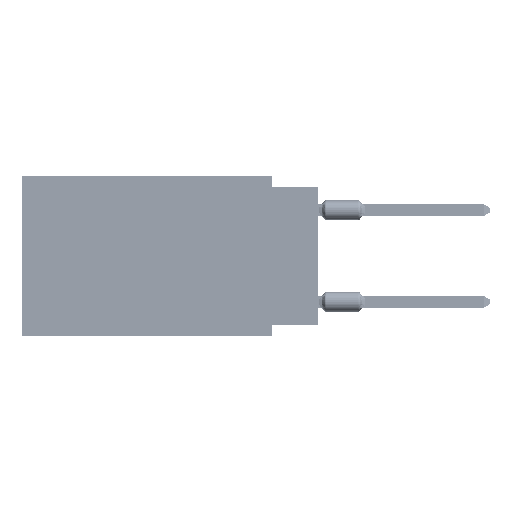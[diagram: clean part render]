
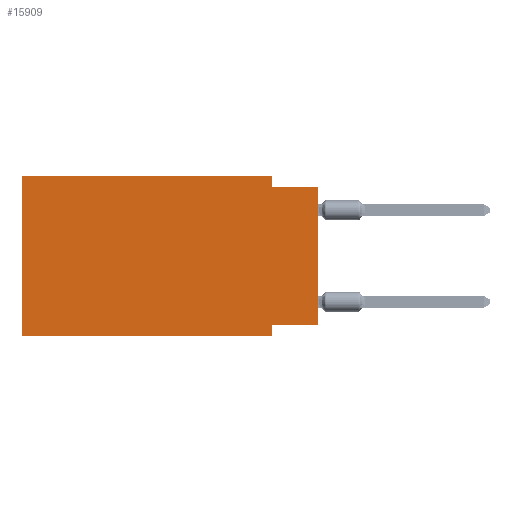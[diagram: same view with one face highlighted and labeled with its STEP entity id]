
A CAD part, left-side view. The second image highlights one B-rep face of the part: STEP entity #15909.
In plain terms, the highlighted planar face has unit normal (-1, 0, 0).
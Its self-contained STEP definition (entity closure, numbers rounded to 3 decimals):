
#496 = CARTESIAN_POINT ( 'NONE',  ( 0., 2.54, -8.89 ) ) ;
#1622 = ORIENTED_EDGE ( 'NONE', *, *, #9558, .T. ) ;
#1778 = VECTOR ( 'NONE', #66773, 1000. ) ;
#2674 = EDGE_CURVE ( 'NONE', #31278, #50049, #36072, .T. ) ;
#3629 = LINE ( 'NONE', #32996, #34193 ) ;
#3971 = AXIS2_PLACEMENT_3D ( 'NONE', #28737, #23018, #46257 ) ;
#4179 = VECTOR ( 'NONE', #6686, 1000. ) ;
#4356 = LINE ( 'NONE', #27256, #63847 ) ;
#5050 = CARTESIAN_POINT ( 'NONE',  ( 0., 0., -0.635 ) ) ;
#5467 = PLANE ( 'NONE',  #3971 ) ;
#5895 = VERTEX_POINT ( 'NONE', #71669 ) ;
#6686 = DIRECTION ( 'NONE',  ( 0., -1., 0. ) ) ;
#7092 = DIRECTION ( 'NONE',  ( 0., 0., 1. ) ) ;
#7275 = EDGE_CURVE ( 'NONE', #31278, #15856, #58521, .T. ) ;
#7526 = EDGE_CURVE ( 'NONE', #5895, #15856, #4356, .T. ) ;
#7983 = EDGE_CURVE ( 'NONE', #68713, #49558, #33250, .T. ) ;
#8782 = DIRECTION ( 'NONE',  ( 0., 0., 1. ) ) ;
#9558 = EDGE_CURVE ( 'NONE', #25533, #64420, #72799, .T. ) ;
#14393 = EDGE_CURVE ( 'NONE', #50049, #68713, #61278, .T. ) ;
#15305 = CARTESIAN_POINT ( 'NONE',  ( 0., 16.383, -8.89 ) ) ;
#15856 = VERTEX_POINT ( 'NONE', #496 ) ;
#15909 = ADVANCED_FACE ( 'NONE', ( #63386 ), #5467, .F. ) ;
#17708 = DIRECTION ( 'NONE',  ( 0., -1., 0. ) ) ;
#18358 = CARTESIAN_POINT ( 'NONE',  ( 0., 2.54, 0. ) ) ;
#23018 = DIRECTION ( 'NONE',  ( 1., 0., 0. ) ) ;
#25533 = VERTEX_POINT ( 'NONE', #51603 ) ;
#25781 = CARTESIAN_POINT ( 'NONE',  ( 0., 16.383, 0. ) ) ;
#26029 = CARTESIAN_POINT ( 'NONE',  ( 0., 2.54, 0. ) ) ;
#27256 = CARTESIAN_POINT ( 'NONE',  ( 0., 2.54, -8.89 ) ) ;
#28737 = CARTESIAN_POINT ( 'NONE',  ( 0., 16.383, 0. ) ) ;
#28924 = VECTOR ( 'NONE', #17708, 1000. ) ;
#31278 = VERTEX_POINT ( 'NONE', #15305 ) ;
#31772 = EDGE_LOOP ( 'NONE', ( #1622, #49182, #65590, #60539, #60073, #74794, #52306, #47618 ) ) ;
#32996 = CARTESIAN_POINT ( 'NONE',  ( 0., 0., -8.255 ) ) ;
#33250 = LINE ( 'NONE', #26029, #1778 ) ;
#34193 = VECTOR ( 'NONE', #38333, 1000. ) ;
#36072 = LINE ( 'NONE', #25781, #73224 ) ;
#36357 = CARTESIAN_POINT ( 'NONE',  ( 0., 0., -0.635 ) ) ;
#37521 = CARTESIAN_POINT ( 'NONE',  ( 0., 16.383, 0. ) ) ;
#38333 = DIRECTION ( 'NONE',  ( 0., 1., 0. ) ) ;
#39259 = CARTESIAN_POINT ( 'NONE',  ( 0., 0., 0. ) ) ;
#46257 = DIRECTION ( 'NONE',  ( 0., 0., -1. ) ) ;
#47056 = VECTOR ( 'NONE', #8782, 1000. ) ;
#47467 = CARTESIAN_POINT ( 'NONE',  ( 0., 16.383, -8.89 ) ) ;
#47618 = ORIENTED_EDGE ( 'NONE', *, *, #61022, .F. ) ;
#49182 = ORIENTED_EDGE ( 'NONE', *, *, #69512, .F. ) ;
#49558 = VERTEX_POINT ( 'NONE', #71890 ) ;
#50049 = VERTEX_POINT ( 'NONE', #37521 ) ;
#51603 = CARTESIAN_POINT ( 'NONE',  ( 0., 0., -8.255 ) ) ;
#52306 = ORIENTED_EDGE ( 'NONE', *, *, #7526, .F. ) ;
#55557 = DIRECTION ( 'NONE',  ( 0., -1., 0. ) ) ;
#58098 = LINE ( 'NONE', #36357, #28924 ) ;
#58521 = LINE ( 'NONE', #47467, #4179 ) ;
#59945 = VECTOR ( 'NONE', #55557, 1000. ) ;
#60073 = ORIENTED_EDGE ( 'NONE', *, *, #2674, .F. ) ;
#60514 = CARTESIAN_POINT ( 'NONE',  ( 0., 16.383, 0. ) ) ;
#60539 = ORIENTED_EDGE ( 'NONE', *, *, #14393, .F. ) ;
#61022 = EDGE_CURVE ( 'NONE', #25533, #5895, #3629, .T. ) ;
#61278 = LINE ( 'NONE', #60514, #59945 ) ;
#63386 = FACE_OUTER_BOUND ( 'NONE', #31772, .T. ) ;
#63847 = VECTOR ( 'NONE', #72962, 1000. ) ;
#64420 = VERTEX_POINT ( 'NONE', #5050 ) ;
#65590 = ORIENTED_EDGE ( 'NONE', *, *, #7983, .F. ) ;
#66773 = DIRECTION ( 'NONE',  ( 0., 0., -1. ) ) ;
#68713 = VERTEX_POINT ( 'NONE', #18358 ) ;
#69512 = EDGE_CURVE ( 'NONE', #49558, #64420, #58098, .T. ) ;
#71669 = CARTESIAN_POINT ( 'NONE',  ( 0., 2.54, -8.255 ) ) ;
#71890 = CARTESIAN_POINT ( 'NONE',  ( 0., 2.54, -0.635 ) ) ;
#72799 = LINE ( 'NONE', #39259, #47056 ) ;
#72962 = DIRECTION ( 'NONE',  ( 0., 0., -1. ) ) ;
#73224 = VECTOR ( 'NONE', #7092, 1000. ) ;
#74794 = ORIENTED_EDGE ( 'NONE', *, *, #7275, .T. ) ;
